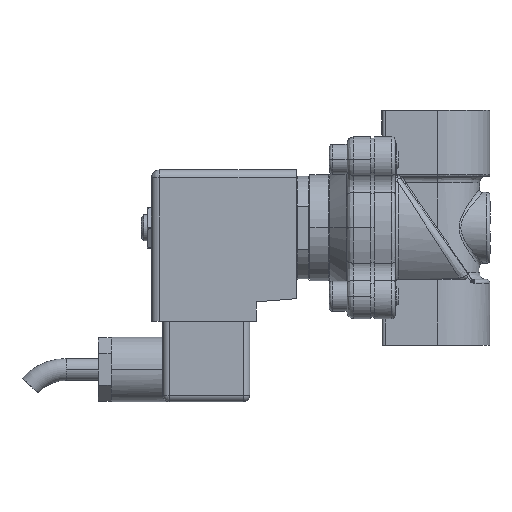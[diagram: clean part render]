
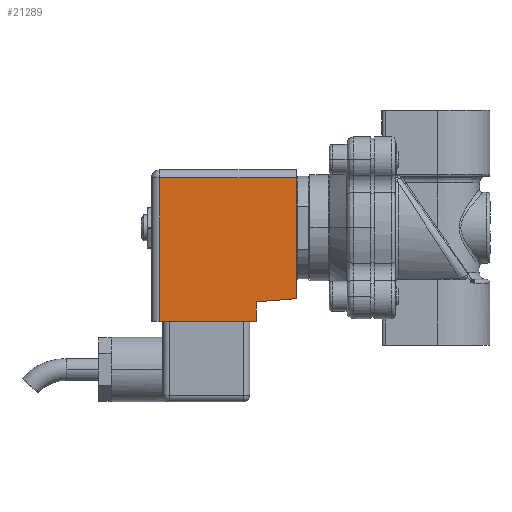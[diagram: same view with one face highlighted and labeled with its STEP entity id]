
A CAD part, left-side view. The second image highlights one B-rep face of the part: STEP entity #21289.
In plain terms, the highlighted face is planar.
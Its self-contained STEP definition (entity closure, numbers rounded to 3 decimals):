
#131 = CARTESIAN_POINT ( 'NONE',  ( 0., 0., -18. ) ) ;
#846 = CARTESIAN_POINT ( 'NONE',  ( 23., 12.5, -18. ) ) ;
#924 = LINE ( 'NONE', #35305, #25961 ) ;
#1477 = VERTEX_POINT ( 'NONE', #846 ) ;
#2007 = AXIS2_PLACEMENT_3D ( 'NONE', #131, #29481, #9960 ) ;
#2543 = LINE ( 'NONE', #4293, #22410 ) ;
#2746 = ORIENTED_EDGE ( 'NONE', *, *, #23894, .F. ) ;
#2815 = CARTESIAN_POINT ( 'NONE',  ( 29., 12.5, -18. ) ) ;
#3416 = DIRECTION ( 'NONE',  ( 0., 1., 0. ) ) ;
#3652 = CARTESIAN_POINT ( 'NONE',  ( -15.5, 0., -18. ) ) ;
#4293 = CARTESIAN_POINT ( 'NONE',  ( 22., 0., -18. ) ) ;
#5246 = VERTEX_POINT ( 'NONE', #23412 ) ;
#6692 = PLANE ( 'NONE',  #2007 ) ;
#7412 = DIRECTION ( 'NONE',  ( 0.08, 0.997, 0. ) ) ;
#8139 = ORIENTED_EDGE ( 'NONE', *, *, #36686, .F. ) ;
#8880 = LINE ( 'NONE', #15960, #14126 ) ;
#9960 = DIRECTION ( 'NONE',  ( 1., 0., 0. ) ) ;
#10819 = VERTEX_POINT ( 'NONE', #2815 ) ;
#13690 = ORIENTED_EDGE ( 'NONE', *, *, #19731, .T. ) ;
#14126 = VECTOR ( 'NONE', #15864, 1000. ) ;
#14626 = VERTEX_POINT ( 'NONE', #28814 ) ;
#15864 = DIRECTION ( 'NONE',  ( 1., 0., 0. ) ) ;
#15960 = CARTESIAN_POINT ( 'NONE',  ( -18., 0., -18. ) ) ;
#16409 = LINE ( 'NONE', #32091, #28146 ) ;
#16639 = VECTOR ( 'NONE', #3416, 1000. ) ;
#16966 = ORIENTED_EDGE ( 'NONE', *, *, #34011, .T. ) ;
#17017 = EDGE_CURVE ( 'NONE', #5246, #22778, #8880, .T. ) ;
#19731 = EDGE_CURVE ( 'NONE', #5246, #33370, #22239, .T. ) ;
#20309 = EDGE_CURVE ( 'NONE', #10819, #14626, #40036, .T. ) ;
#21289 = ADVANCED_FACE ( 'NONE', ( #36208 ), #6692, .F. ) ;
#21988 = DIRECTION ( 'NONE',  ( 1., 0., 0. ) ) ;
#22239 = LINE ( 'NONE', #3652, #16639 ) ;
#22410 = VECTOR ( 'NONE', #7412, 1000. ) ;
#22778 = VERTEX_POINT ( 'NONE', #32783 ) ;
#23412 = CARTESIAN_POINT ( 'NONE',  ( -15.5, 0., -18. ) ) ;
#23894 = EDGE_CURVE ( 'NONE', #22778, #1477, #2543, .T. ) ;
#24618 = ORIENTED_EDGE ( 'NONE', *, *, #17017, .F. ) ;
#25961 = VECTOR ( 'NONE', #38634, 1000. ) ;
#28032 = CARTESIAN_POINT ( 'NONE',  ( -15.5, 42.5, -18. ) ) ;
#28146 = VECTOR ( 'NONE', #21988, 1000. ) ;
#28671 = DIRECTION ( 'NONE',  ( 0., 1., 0. ) ) ;
#28814 = CARTESIAN_POINT ( 'NONE',  ( 29., 42.5, -18. ) ) ;
#28898 = CARTESIAN_POINT ( 'NONE',  ( 29., 12.5, -18. ) ) ;
#29481 = DIRECTION ( 'NONE',  ( 0., 0., 1. ) ) ;
#31068 = ORIENTED_EDGE ( 'NONE', *, *, #20309, .F. ) ;
#32091 = CARTESIAN_POINT ( 'NONE',  ( 23., 12.5, -18. ) ) ;
#32783 = CARTESIAN_POINT ( 'NONE',  ( 22., 0., -18. ) ) ;
#33370 = VERTEX_POINT ( 'NONE', #28032 ) ;
#34011 = EDGE_CURVE ( 'NONE', #33370, #14626, #924, .T. ) ;
#35305 = CARTESIAN_POINT ( 'NONE',  ( 0., 42.5, -18. ) ) ;
#35511 = EDGE_LOOP ( 'NONE', ( #13690, #16966, #31068, #8139, #2746, #24618 ) ) ;
#36208 = FACE_OUTER_BOUND ( 'NONE', #35511, .T. ) ;
#36686 = EDGE_CURVE ( 'NONE', #1477, #10819, #16409, .T. ) ;
#38634 = DIRECTION ( 'NONE',  ( 1., 0., 0. ) ) ;
#40036 = LINE ( 'NONE', #28898, #42056 ) ;
#42056 = VECTOR ( 'NONE', #28671, 1000. ) ;
